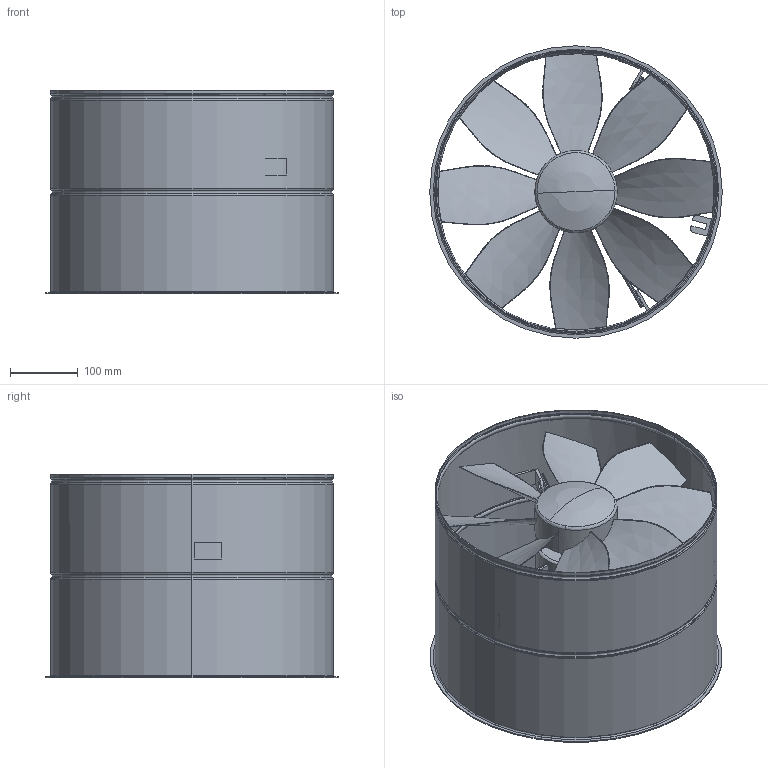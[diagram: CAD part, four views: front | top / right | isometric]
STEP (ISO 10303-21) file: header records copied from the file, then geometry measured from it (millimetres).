
FILE_DESCRIPTION(('Creo Elements/Direct Modeling STEP Export'),'2;1');
FILE_NAME('DZF_40_6_B_Dummy.stp','2018-10-26T 7:30:07',(''),(''),'PTC Creo Elements/Direct Modeling STEP processor for AP214 (Solid Model)','PTC Creo Elements/Direct Modeling 19.0C 15-Aug-2015 (C) Parametric Technology GmbH','');
FILE_SCHEMA(('AUTOMOTIVE_DESIGN { 1 0 10303 214 1 1 1 1 }'));
Length unit declared in the file: millimetre
Products named in the file (2): DZF_40_6_B_Dummy
Assembly tree (1 placements, depth 2):
  DZF_40_6_B_Dummy
    DZF_40_6_B_Dummy
Bounding box: 430 x 430 x 300 mm (x, y, z)
Volume: 3184012.4 mm3; surface area: 1158819 mm2
Topology: 1 solids, 1 shells, 234 faces, 726 edges, 512 vertices
Faces by surface type: cylinder 84, plane 51, bspline 50, torus 47, sphere 2
Entity records: 60147 total; most frequent: CARTESIAN_POINT 54417, ORIENTED_EDGE 1448, DIRECTION 889, EDGE_CURVE 724, VERTEX_POINT 512, AXIS2_PLACEMENT_3D 362, EDGE_LOOP 268, FACE_OUTER_BOUND 234
